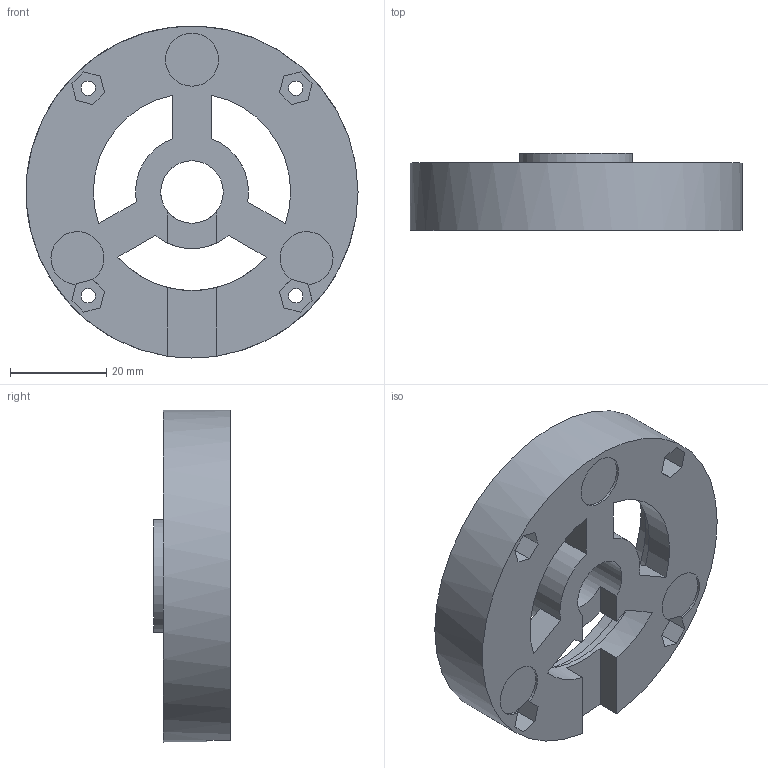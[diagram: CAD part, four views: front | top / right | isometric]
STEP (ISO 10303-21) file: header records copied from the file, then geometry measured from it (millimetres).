
FILE_DESCRIPTION(/* description */ (''),/* implementation_level */ '2;1');
FILE_NAME(/* name */ 'main_base v29.step',/* time_stamp */ '2021-09-22T19:35:49+03:00',/* author */ (''),/* organization */ (''),/* preprocessor_version */ 'ST-DEVELOPER v18.1',/* originating_system */ 'Autodesk Translation Framework v10.10.0.1391',/* authorisation */ '');
FILE_SCHEMA (('AUTOMOTIVE_DESIGN { 1 0 10303 214 3 1 1 }'));
Length unit declared in the file: millimetre
Products named in the file (1): main_base
Bounding box: 69 x 16 x 69 mm (x, y, z)
Volume: 32771.9 mm3; surface area: 13815.2 mm2
Topology: 1 solids, 1 shells, 69 faces, 183 edges, 122 vertices
Faces by surface type: plane 51, cylinder 18
Full cylindrical faces by diameter (mm): 3 x4, 3.2 x3, 11 x1, 13 x1, 23.5 x1, 45 x1, 52.3 x1, 69 x1
Entity records: 2212 total; most frequent: CARTESIAN_POINT 375, DIRECTION 373, ORIENTED_EDGE 366, EDGE_CURVE 183, LINE 133, VECTOR 133, VERTEX_POINT 122, AXIS2_PLACEMENT_3D 120
